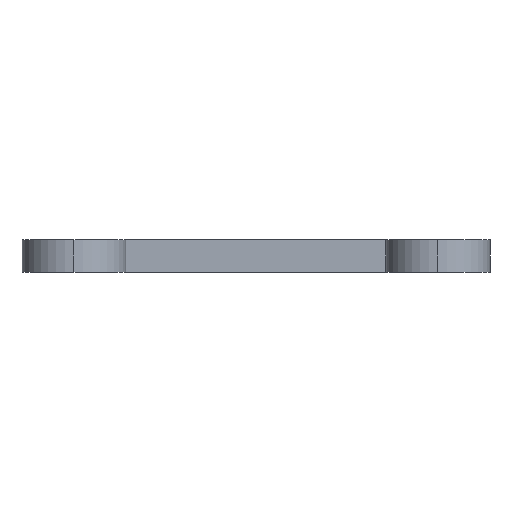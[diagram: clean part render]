
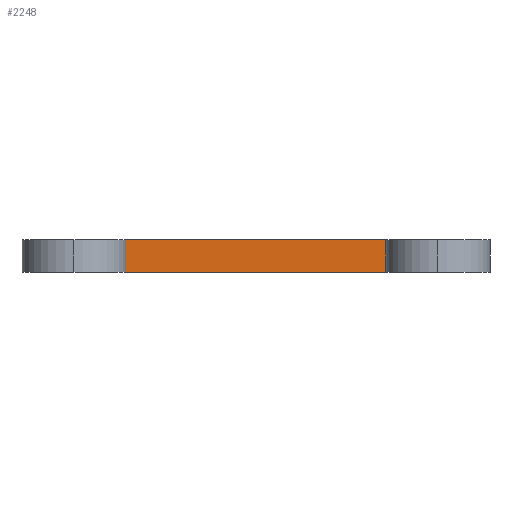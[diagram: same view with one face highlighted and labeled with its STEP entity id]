
A CAD part, left-side view. The second image highlights one B-rep face of the part: STEP entity #2248.
In plain terms, the highlighted planar face has unit normal (-1, 0, 0).
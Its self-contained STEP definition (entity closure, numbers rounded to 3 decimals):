
#83 = PLANE('',#84);
#84 = AXIS2_PLACEMENT_3D('',#85,#86,#87);
#85 = CARTESIAN_POINT('',(148.501,-105.004,1.6));
#86 = DIRECTION('',(-0.,-0.,-1.));
#87 = DIRECTION('',(-1.,0.,0.));
#137 = PLANE('',#138);
#138 = AXIS2_PLACEMENT_3D('',#139,#140,#141);
#139 = CARTESIAN_POINT('',(148.501,-105.004,0.));
#140 = DIRECTION('',(-0.,-0.,-1.));
#141 = DIRECTION('',(-1.,0.,0.));
#439 = VERTEX_POINT('',#440);
#440 = CARTESIAN_POINT('',(134.531,-111.354,0.));
#454 = PLANE('',#455);
#455 = AXIS2_PLACEMENT_3D('',#456,#457,#458);
#456 = CARTESIAN_POINT('',(131.991,-111.354,0.));
#457 = DIRECTION('',(0.,1.,0.));
#458 = DIRECTION('',(1.,0.,0.));
#466 = EDGE_CURVE('',#439,#467,#469,.T.);
#467 = VERTEX_POINT('',#468);
#468 = CARTESIAN_POINT('',(134.531,-98.654,0.));
#469 = SURFACE_CURVE('',#470,(#474,#481),.PCURVE_S1.);
#470 = LINE('',#471,#472);
#471 = CARTESIAN_POINT('',(134.531,-111.354,0.));
#472 = VECTOR('',#473,1.);
#473 = DIRECTION('',(0.,1.,0.));
#474 = PCURVE('',#137,#475);
#475 = DEFINITIONAL_REPRESENTATION('',(#476),#480);
#476 = LINE('',#477,#478);
#477 = CARTESIAN_POINT('',(13.97,-6.35));
#478 = VECTOR('',#479,1.);
#479 = DIRECTION('',(0.,1.));
#480 = ( GEOMETRIC_REPRESENTATION_CONTEXT(2) 
PARAMETRIC_REPRESENTATION_CONTEXT() REPRESENTATION_CONTEXT('2D SPACE',''
  ) );
#481 = PCURVE('',#482,#487);
#482 = PLANE('',#483);
#483 = AXIS2_PLACEMENT_3D('',#484,#485,#486);
#484 = CARTESIAN_POINT('',(134.531,-111.354,0.));
#485 = DIRECTION('',(-1.,0.,0.));
#486 = DIRECTION('',(0.,1.,0.));
#487 = DEFINITIONAL_REPRESENTATION('',(#488),#492);
#488 = LINE('',#489,#490);
#489 = CARTESIAN_POINT('',(0.,0.));
#490 = VECTOR('',#491,1.);
#491 = DIRECTION('',(1.,0.));
#492 = ( GEOMETRIC_REPRESENTATION_CONTEXT(2) 
PARAMETRIC_REPRESENTATION_CONTEXT() REPRESENTATION_CONTEXT('2D SPACE',''
  ) );
#510 = PLANE('',#511);
#511 = AXIS2_PLACEMENT_3D('',#512,#513,#514);
#512 = CARTESIAN_POINT('',(134.531,-98.654,0.));
#513 = DIRECTION('',(0.,-1.,0.));
#514 = DIRECTION('',(-1.,0.,0.));
#1307 = VERTEX_POINT('',#1308);
#1308 = CARTESIAN_POINT('',(134.531,-111.354,1.6));
#1329 = EDGE_CURVE('',#1307,#1330,#1332,.T.);
#1330 = VERTEX_POINT('',#1331);
#1331 = CARTESIAN_POINT('',(134.531,-98.654,1.6));
#1332 = SURFACE_CURVE('',#1333,(#1337,#1344),.PCURVE_S1.);
#1333 = LINE('',#1334,#1335);
#1334 = CARTESIAN_POINT('',(134.531,-111.354,1.6));
#1335 = VECTOR('',#1336,1.);
#1336 = DIRECTION('',(0.,1.,0.));
#1337 = PCURVE('',#83,#1338);
#1338 = DEFINITIONAL_REPRESENTATION('',(#1339),#1343);
#1339 = LINE('',#1340,#1341);
#1340 = CARTESIAN_POINT('',(13.97,-6.35));
#1341 = VECTOR('',#1342,1.);
#1342 = DIRECTION('',(0.,1.));
#1343 = ( GEOMETRIC_REPRESENTATION_CONTEXT(2) 
PARAMETRIC_REPRESENTATION_CONTEXT() REPRESENTATION_CONTEXT('2D SPACE',''
  ) );
#1344 = PCURVE('',#482,#1345);
#1345 = DEFINITIONAL_REPRESENTATION('',(#1346),#1350);
#1346 = LINE('',#1347,#1348);
#1347 = CARTESIAN_POINT('',(0.,-1.6));
#1348 = VECTOR('',#1349,1.);
#1349 = DIRECTION('',(1.,0.));
#1350 = ( GEOMETRIC_REPRESENTATION_CONTEXT(2) 
PARAMETRIC_REPRESENTATION_CONTEXT() REPRESENTATION_CONTEXT('2D SPACE',''
  ) );
#2200 = EDGE_CURVE('',#439,#1307,#2201,.T.);
#2201 = SURFACE_CURVE('',#2202,(#2206,#2213),.PCURVE_S1.);
#2202 = LINE('',#2203,#2204);
#2203 = CARTESIAN_POINT('',(134.531,-111.354,0.));
#2204 = VECTOR('',#2205,1.);
#2205 = DIRECTION('',(0.,0.,1.));
#2206 = PCURVE('',#454,#2207);
#2207 = DEFINITIONAL_REPRESENTATION('',(#2208),#2212);
#2208 = LINE('',#2209,#2210);
#2209 = CARTESIAN_POINT('',(2.54,0.));
#2210 = VECTOR('',#2211,1.);
#2211 = DIRECTION('',(0.,-1.));
#2212 = ( GEOMETRIC_REPRESENTATION_CONTEXT(2) 
PARAMETRIC_REPRESENTATION_CONTEXT() REPRESENTATION_CONTEXT('2D SPACE',''
  ) );
#2213 = PCURVE('',#482,#2214);
#2214 = DEFINITIONAL_REPRESENTATION('',(#2215),#2219);
#2215 = LINE('',#2216,#2217);
#2216 = CARTESIAN_POINT('',(0.,0.));
#2217 = VECTOR('',#2218,1.);
#2218 = DIRECTION('',(0.,-1.));
#2219 = ( GEOMETRIC_REPRESENTATION_CONTEXT(2) 
PARAMETRIC_REPRESENTATION_CONTEXT() REPRESENTATION_CONTEXT('2D SPACE',''
  ) );
#2248 = ADVANCED_FACE('',(#2249),#482,.T.);
#2249 = FACE_BOUND('',#2250,.T.);
#2250 = EDGE_LOOP('',(#2251,#2252,#2253,#2274));
#2251 = ORIENTED_EDGE('',*,*,#2200,.T.);
#2252 = ORIENTED_EDGE('',*,*,#1329,.T.);
#2253 = ORIENTED_EDGE('',*,*,#2254,.F.);
#2254 = EDGE_CURVE('',#467,#1330,#2255,.T.);
#2255 = SURFACE_CURVE('',#2256,(#2260,#2267),.PCURVE_S1.);
#2256 = LINE('',#2257,#2258);
#2257 = CARTESIAN_POINT('',(134.531,-98.654,0.));
#2258 = VECTOR('',#2259,1.);
#2259 = DIRECTION('',(0.,0.,1.));
#2260 = PCURVE('',#482,#2261);
#2261 = DEFINITIONAL_REPRESENTATION('',(#2262),#2266);
#2262 = LINE('',#2263,#2264);
#2263 = CARTESIAN_POINT('',(12.7,0.));
#2264 = VECTOR('',#2265,1.);
#2265 = DIRECTION('',(0.,-1.));
#2266 = ( GEOMETRIC_REPRESENTATION_CONTEXT(2) 
PARAMETRIC_REPRESENTATION_CONTEXT() REPRESENTATION_CONTEXT('2D SPACE',''
  ) );
#2267 = PCURVE('',#510,#2268);
#2268 = DEFINITIONAL_REPRESENTATION('',(#2269),#2273);
#2269 = LINE('',#2270,#2271);
#2270 = CARTESIAN_POINT('',(0.,-0.));
#2271 = VECTOR('',#2272,1.);
#2272 = DIRECTION('',(0.,-1.));
#2273 = ( GEOMETRIC_REPRESENTATION_CONTEXT(2) 
PARAMETRIC_REPRESENTATION_CONTEXT() REPRESENTATION_CONTEXT('2D SPACE',''
  ) );
#2274 = ORIENTED_EDGE('',*,*,#466,.F.);
